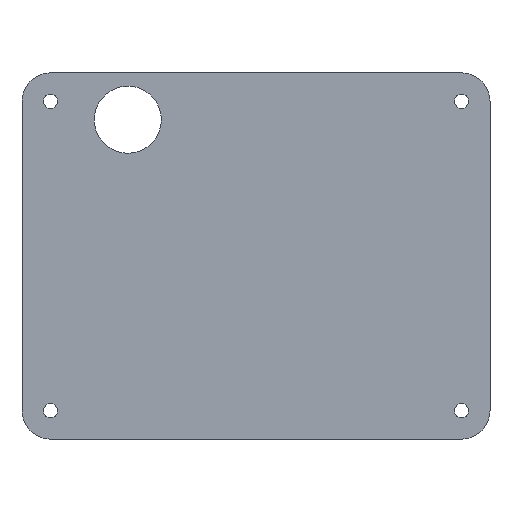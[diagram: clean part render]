
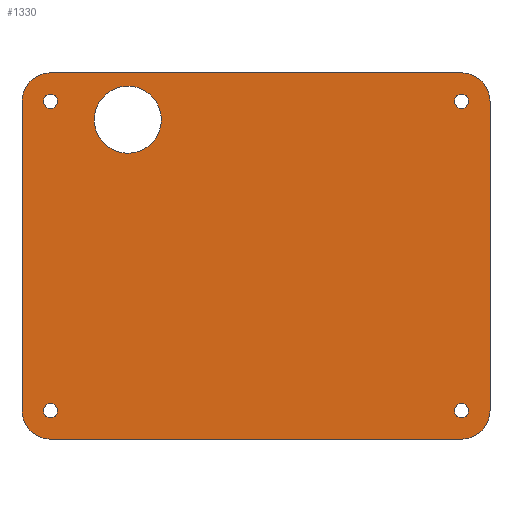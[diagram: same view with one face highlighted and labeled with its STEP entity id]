
A CAD part, front view. The second image highlights one B-rep face of the part: STEP entity #1330.
In plain terms, the highlighted planar face has unit normal (0, -1, 0).
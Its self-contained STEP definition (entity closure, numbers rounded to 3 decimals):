
#73=FACE_BOUND('',#259,.T.);
#74=FACE_BOUND('',#260,.T.);
#75=FACE_BOUND('',#261,.T.);
#76=FACE_BOUND('',#262,.T.);
#77=FACE_BOUND('',#263,.T.);
#106=PLANE('',#1462);
#177=FACE_OUTER_BOUND('',#258,.T.);
#258=EDGE_LOOP('',(#1221,#1222,#1223,#1224,#1225,#1226,#1227,#1228));
#259=EDGE_LOOP('',(#1229));
#260=EDGE_LOOP('',(#1230));
#261=EDGE_LOOP('',(#1231));
#262=EDGE_LOOP('',(#1232));
#263=EDGE_LOOP('',(#1233));
#269=CIRCLE('',#1362,8.25);
#302=CIRCLE('',#1424,1.75);
#303=CIRCLE('',#1426,1.75);
#304=CIRCLE('',#1428,1.75);
#305=CIRCLE('',#1430,1.75);
#314=CIRCLE('',#1452,7.);
#315=CIRCLE('',#1455,7.);
#316=CIRCLE('',#1458,7.);
#317=CIRCLE('',#1461,7.);
#412=LINE('',#2339,#518);
#416=LINE('',#2348,#522);
#419=LINE('',#2356,#525);
#422=LINE('',#2364,#528);
#518=VECTOR('',#1753,10.);
#522=VECTOR('',#1763,10.);
#525=VECTOR('',#1772,10.);
#528=VECTOR('',#1781,10.);
#539=VERTEX_POINT('',#1812);
#630=VERTEX_POINT('',#2270);
#631=VERTEX_POINT('',#2274);
#632=VERTEX_POINT('',#2278);
#633=VERTEX_POINT('',#2282);
#650=VERTEX_POINT('',#2337);
#651=VERTEX_POINT('',#2338);
#652=VERTEX_POINT('',#2343);
#653=VERTEX_POINT('',#2347);
#654=VERTEX_POINT('',#2351);
#655=VERTEX_POINT('',#2355);
#656=VERTEX_POINT('',#2359);
#657=VERTEX_POINT('',#2363);
#668=EDGE_CURVE('',#539,#539,#269,.T.);
#803=EDGE_CURVE('',#630,#630,#302,.T.);
#805=EDGE_CURVE('',#631,#631,#303,.T.);
#807=EDGE_CURVE('',#632,#632,#304,.T.);
#809=EDGE_CURVE('',#633,#633,#305,.T.);
#834=EDGE_CURVE('',#650,#651,#412,.T.);
#837=EDGE_CURVE('',#652,#650,#314,.T.);
#839=EDGE_CURVE('',#653,#652,#416,.T.);
#841=EDGE_CURVE('',#654,#653,#315,.T.);
#843=EDGE_CURVE('',#655,#654,#419,.T.);
#845=EDGE_CURVE('',#656,#655,#316,.T.);
#847=EDGE_CURVE('',#657,#656,#422,.T.);
#849=EDGE_CURVE('',#651,#657,#317,.T.);
#1221=ORIENTED_EDGE('',*,*,#841,.T.);
#1222=ORIENTED_EDGE('',*,*,#839,.T.);
#1223=ORIENTED_EDGE('',*,*,#837,.T.);
#1224=ORIENTED_EDGE('',*,*,#834,.T.);
#1225=ORIENTED_EDGE('',*,*,#849,.T.);
#1226=ORIENTED_EDGE('',*,*,#847,.T.);
#1227=ORIENTED_EDGE('',*,*,#845,.T.);
#1228=ORIENTED_EDGE('',*,*,#843,.T.);
#1229=ORIENTED_EDGE('',*,*,#668,.T.);
#1230=ORIENTED_EDGE('',*,*,#803,.T.);
#1231=ORIENTED_EDGE('',*,*,#805,.T.);
#1232=ORIENTED_EDGE('',*,*,#807,.T.);
#1233=ORIENTED_EDGE('',*,*,#809,.T.);
#1330=ADVANCED_FACE('',(#177,#73,#74,#75,#76,#77),#106,.F.);
#1362=AXIS2_PLACEMENT_3D('',#1813,#1486,#1487);
#1424=AXIS2_PLACEMENT_3D('',#2272,#1680,#1681);
#1426=AXIS2_PLACEMENT_3D('',#2276,#1685,#1686);
#1428=AXIS2_PLACEMENT_3D('',#2280,#1690,#1691);
#1430=AXIS2_PLACEMENT_3D('',#2284,#1695,#1696);
#1452=AXIS2_PLACEMENT_3D('',#2344,#1758,#1759);
#1455=AXIS2_PLACEMENT_3D('',#2352,#1767,#1768);
#1458=AXIS2_PLACEMENT_3D('',#2360,#1776,#1777);
#1461=AXIS2_PLACEMENT_3D('',#2367,#1785,#1786);
#1462=AXIS2_PLACEMENT_3D('',#2368,#1787,#1788);
#1486=DIRECTION('center_axis',(0.,1.,0.));
#1487=DIRECTION('ref_axis',(-1.,0.,0.));
#1680=DIRECTION('center_axis',(0.,1.,0.));
#1681=DIRECTION('ref_axis',(-1.,0.,0.));
#1685=DIRECTION('center_axis',(0.,1.,0.));
#1686=DIRECTION('ref_axis',(-1.,0.,0.));
#1690=DIRECTION('center_axis',(0.,1.,0.));
#1691=DIRECTION('ref_axis',(-1.,0.,0.));
#1695=DIRECTION('center_axis',(0.,1.,0.));
#1696=DIRECTION('ref_axis',(-1.,0.,0.));
#1753=DIRECTION('',(0.,0.,1.));
#1758=DIRECTION('center_axis',(0.,-1.,0.));
#1759=DIRECTION('ref_axis',(1.,0.,0.));
#1763=DIRECTION('',(1.,0.,0.));
#1767=DIRECTION('center_axis',(0.,-1.,0.));
#1768=DIRECTION('ref_axis',(0.,0.,-1.));
#1772=DIRECTION('',(0.,0.,-1.));
#1776=DIRECTION('center_axis',(0.,-1.,0.));
#1777=DIRECTION('ref_axis',(-1.,0.,0.));
#1781=DIRECTION('',(-1.,0.,0.));
#1785=DIRECTION('center_axis',(0.,-1.,0.));
#1786=DIRECTION('ref_axis',(0.,0.,1.));
#1787=DIRECTION('center_axis',(0.,1.,0.));
#1788=DIRECTION('ref_axis',(0.,0.,1.));
#1812=CARTESIAN_POINT('',(-23.25,-1.,33.5));
#1813=CARTESIAN_POINT('Origin',(-31.5,-1.,33.5));
#2270=CARTESIAN_POINT('',(52.25,-1.,-38.));
#2272=CARTESIAN_POINT('Origin',(50.5,-1.,-38.));
#2274=CARTESIAN_POINT('',(52.25,-1.,38.));
#2276=CARTESIAN_POINT('Origin',(50.5,-1.,38.));
#2278=CARTESIAN_POINT('',(-48.75,-1.,38.));
#2280=CARTESIAN_POINT('Origin',(-50.5,-1.,38.));
#2282=CARTESIAN_POINT('',(-48.75,-1.,-38.));
#2284=CARTESIAN_POINT('Origin',(-50.5,-1.,-38.));
#2337=CARTESIAN_POINT('',(57.5,-1.,-38.));
#2338=CARTESIAN_POINT('',(57.5,-1.,38.));
#2339=CARTESIAN_POINT('',(57.5,-1.,-19.));
#2343=CARTESIAN_POINT('',(50.5,-1.,-45.));
#2344=CARTESIAN_POINT('Origin',(50.5,-1.,-38.));
#2347=CARTESIAN_POINT('',(-50.5,-1.,-45.));
#2348=CARTESIAN_POINT('',(-25.25,-1.,-45.));
#2351=CARTESIAN_POINT('',(-57.5,-1.,-38.));
#2352=CARTESIAN_POINT('Origin',(-50.5,-1.,-38.));
#2355=CARTESIAN_POINT('',(-57.5,-1.,38.));
#2356=CARTESIAN_POINT('',(-57.5,-1.,19.));
#2359=CARTESIAN_POINT('',(-50.5,-1.,45.));
#2360=CARTESIAN_POINT('Origin',(-50.5,-1.,38.));
#2363=CARTESIAN_POINT('',(50.5,-1.,45.));
#2364=CARTESIAN_POINT('',(25.25,-1.,45.));
#2367=CARTESIAN_POINT('Origin',(50.5,-1.,38.));
#2368=CARTESIAN_POINT('Origin',(0.,-1.,0.));
